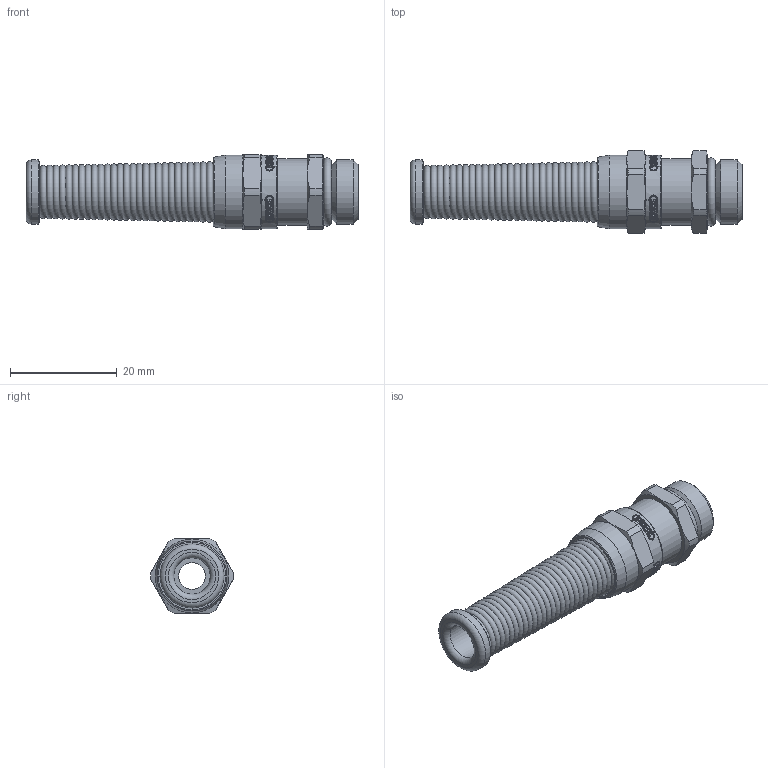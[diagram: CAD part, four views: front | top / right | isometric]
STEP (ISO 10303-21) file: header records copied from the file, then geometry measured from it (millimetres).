
FILE_DESCRIPTION(/* description */ ('HSK-M-Flex-EMV Metr.-Cable Glands'),/* implementation_level */ '2;1');
FILE_NAME(/* name */ '1624120051.stp',/* time_stamp */ '2021-10-13T10:48:34+02:00',/* author */ ('sl'),/* organization */ ('HUMMEL'),/* preprocessor_version */ 'ST-DEVELOPER v16.5',/* originating_system */ 'Autodesk Inventor 2017',/* authorisation */ '');
FILE_SCHEMA (('AUTOMOTIVE_DESIGN { 1 0 10303 214 3 1 1 }'));
Length unit declared in the file: millimetre
Products named in the file (8): HSK-M-Flex-EMV 1.624.1200.51; HSK-M-Flex-EMV 1.624.1200.51-Gland; HSK-M-Flex-EMV 1.624.1200.51-Clamping insert; HSK-M-Flex-EMV 1.624.1200.51-Sealing insert; HSK-M-Flex-EMV 1.624.1200.51-O-Ring; HSK-M-Flex-EMV 1.624.1200.51-Nut; HSK-M-Flex-EMV 1.624.1200.51-Feather; HSK-M-Flex-EMV 1.624.1200.51-Cover
Assembly tree (7 placements, depth 2):
  HSK-M-Flex-EMV 1.624.1200.51
    HSK-M-Flex-EMV 1.624.1200.51-Gland
    HSK-M-Flex-EMV 1.624.1200.51-Clamping insert
    HSK-M-Flex-EMV 1.624.1200.51-Sealing insert
    HSK-M-Flex-EMV 1.624.1200.51-O-Ring
    HSK-M-Flex-EMV 1.624.1200.51-Nut
    HSK-M-Flex-EMV 1.624.1200.51-Feather
    HSK-M-Flex-EMV 1.624.1200.51-Cover
Bounding box: 62.19 x 15.5 x 14 mm (x, y, z)
Volume: 4142.6 mm3; surface area: 7875.3 mm2
Topology: 7 solids, 11 shells, 490 faces, 1231 edges, 801 vertices
Faces by surface type: plane 344, cylinder 78, torus 38, cone 30
Full cylindrical faces by diameter (mm): 5 x1, 6.7 x1, 6.8 x2, 8.1 x2, 8.4 x2, 8.8 x2, 9.8 x1, 10 x2, 10.5 x3, 11.28 x1, 11.4 x1, 11.89 x2, 12 x3, 12.5 x1, 13.8 x2
Entity records: 14976 total; most frequent: CARTESIAN_POINT 3112, DIRECTION 2528, ORIENTED_EDGE 2286, EDGE_CURVE 1143, AXIS2_PLACEMENT_3D 950, VERTEX_POINT 796, LINE 628, VECTOR 628
